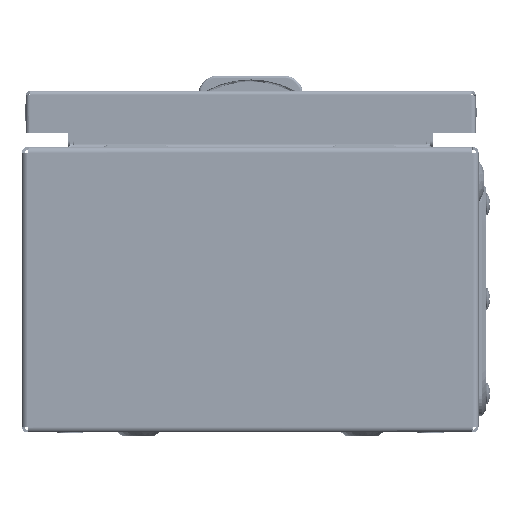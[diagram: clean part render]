
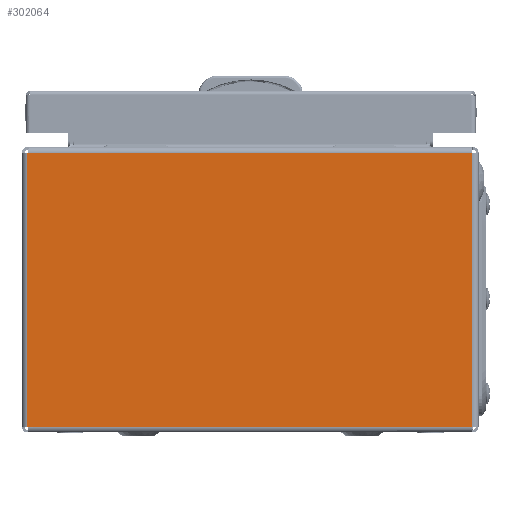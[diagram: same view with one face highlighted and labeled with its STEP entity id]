
A CAD part, left-side view. The second image highlights one B-rep face of the part: STEP entity #302064.
In plain terms, the highlighted planar face has unit normal (-1, 0, 0).
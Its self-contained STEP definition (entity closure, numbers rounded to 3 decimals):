
#2307 = CARTESIAN_POINT ( 'NONE',  ( -1.2, 60.1, 97. ) ) ;
#9565 = CARTESIAN_POINT ( 'NONE',  ( -1.2, -60.1, 98.8 ) ) ;
#9823 = LINE ( 'NONE', #23887, #293482 ) ;
#20082 = ORIENTED_EDGE ( 'NONE', *, *, #255536, .F. ) ;
#23887 = CARTESIAN_POINT ( 'NONE',  ( -1.2, 60.1, 98.8 ) ) ;
#28925 = VECTOR ( 'NONE', #166381, 1000. ) ;
#33316 = CARTESIAN_POINT ( 'NONE',  ( -1.2, -60.1, 96.95 ) ) ;
#38774 = EDGE_CURVE ( 'NONE', #154614, #120343, #222343, .T. ) ;
#44798 = VECTOR ( 'NONE', #178811, 1000. ) ;
#50920 = ORIENTED_EDGE ( 'NONE', *, *, #263069, .F. ) ;
#54093 = EDGE_LOOP ( 'NONE', ( #285817, #274751, #256602, #108353, #50920, #270785, #20082 ) ) ;
#57563 = DIRECTION ( 'NONE',  ( 0., -1., 0. ) ) ;
#64532 = CARTESIAN_POINT ( 'NONE',  ( -1.2, -60.1, -97.55 ) ) ;
#76190 = VECTOR ( 'NONE', #204435, 1000. ) ;
#76767 = VECTOR ( 'NONE', #57563, 1000. ) ;
#79602 = AXIS2_PLACEMENT_3D ( 'NONE', #128108, #320218, #155781 ) ;
#102078 = LINE ( 'NONE', #138746, #28925 ) ;
#108353 = ORIENTED_EDGE ( 'NONE', *, *, #339139, .T. ) ;
#109014 = VECTOR ( 'NONE', #339843, 1000. ) ;
#109115 = LINE ( 'NONE', #151176, #44798 ) ;
#115049 = EDGE_CURVE ( 'NONE', #266303, #265822, #222930, .T. ) ;
#120036 = VERTEX_POINT ( 'NONE', #303578 ) ;
#120343 = VERTEX_POINT ( 'NONE', #33316 ) ;
#121498 = CARTESIAN_POINT ( 'NONE',  ( -1.2, -60.1, -97.55 ) ) ;
#128108 = CARTESIAN_POINT ( 'NONE',  ( -1.2, -60.1, -98.8 ) ) ;
#137667 = EDGE_CURVE ( 'NONE', #204729, #120036, #9823, .T. ) ;
#138746 = CARTESIAN_POINT ( 'NONE',  ( -1.2, 60.1, 97. ) ) ;
#151176 = CARTESIAN_POINT ( 'NONE',  ( -1.2, 60.1, -97.6 ) ) ;
#154614 = VERTEX_POINT ( 'NONE', #64532 ) ;
#155781 = DIRECTION ( 'NONE',  ( 0., 0., -1. ) ) ;
#166381 = DIRECTION ( 'NONE',  ( 0., 0., -1. ) ) ;
#178811 = DIRECTION ( 'NONE',  ( 0., -1., 0. ) ) ;
#181363 = EDGE_CURVE ( 'NONE', #266303, #120036, #102078, .T. ) ;
#182254 = LINE ( 'NONE', #9565, #109014 ) ;
#202561 = VECTOR ( 'NONE', #336585, 1000. ) ;
#204435 = DIRECTION ( 'NONE',  ( 0., 0., 1. ) ) ;
#204729 = VERTEX_POINT ( 'NONE', #240215 ) ;
#211204 = LINE ( 'NONE', #308900, #202561 ) ;
#212602 = CARTESIAN_POINT ( 'NONE',  ( -1.2, 60.1, 97. ) ) ;
#222343 = LINE ( 'NONE', #121498, #76190 ) ;
#222930 = LINE ( 'NONE', #2307, #76767 ) ;
#230332 = FACE_OUTER_BOUND ( 'NONE', #54093, .T. ) ;
#240215 = CARTESIAN_POINT ( 'NONE',  ( -1.2, 60.1, -97.6 ) ) ;
#243711 = DIRECTION ( 'NONE',  ( 0., 0., 1. ) ) ;
#255536 = EDGE_CURVE ( 'NONE', #265822, #120343, #182254, .T. ) ;
#256602 = ORIENTED_EDGE ( 'NONE', *, *, #137667, .F. ) ;
#263069 = EDGE_CURVE ( 'NONE', #154614, #298566, #211204, .T. ) ;
#263110 = CARTESIAN_POINT ( 'NONE',  ( -1.2, -60.1, -97.6 ) ) ;
#265822 = VERTEX_POINT ( 'NONE', #341198 ) ;
#266303 = VERTEX_POINT ( 'NONE', #212602 ) ;
#270785 = ORIENTED_EDGE ( 'NONE', *, *, #38774, .T. ) ;
#274751 = ORIENTED_EDGE ( 'NONE', *, *, #181363, .T. ) ;
#285817 = ORIENTED_EDGE ( 'NONE', *, *, #115049, .F. ) ;
#292649 = PLANE ( 'NONE',  #79602 ) ;
#293482 = VECTOR ( 'NONE', #243711, 1000. ) ;
#298566 = VERTEX_POINT ( 'NONE', #263110 ) ;
#302064 = ADVANCED_FACE ( 'NONE', ( #230332 ), #292649, .F. ) ;
#303578 = CARTESIAN_POINT ( 'NONE',  ( -1.2, 60.1, -97.3 ) ) ;
#308900 = CARTESIAN_POINT ( 'NONE',  ( -1.2, -60.1, 98.8 ) ) ;
#320218 = DIRECTION ( 'NONE',  ( 1., 0., 0. ) ) ;
#336585 = DIRECTION ( 'NONE',  ( 0., 0., -1. ) ) ;
#339139 = EDGE_CURVE ( 'NONE', #204729, #298566, #109115, .T. ) ;
#339843 = DIRECTION ( 'NONE',  ( 0., 0., -1. ) ) ;
#341198 = CARTESIAN_POINT ( 'NONE',  ( -1.2, -60.1, 97. ) ) ;
